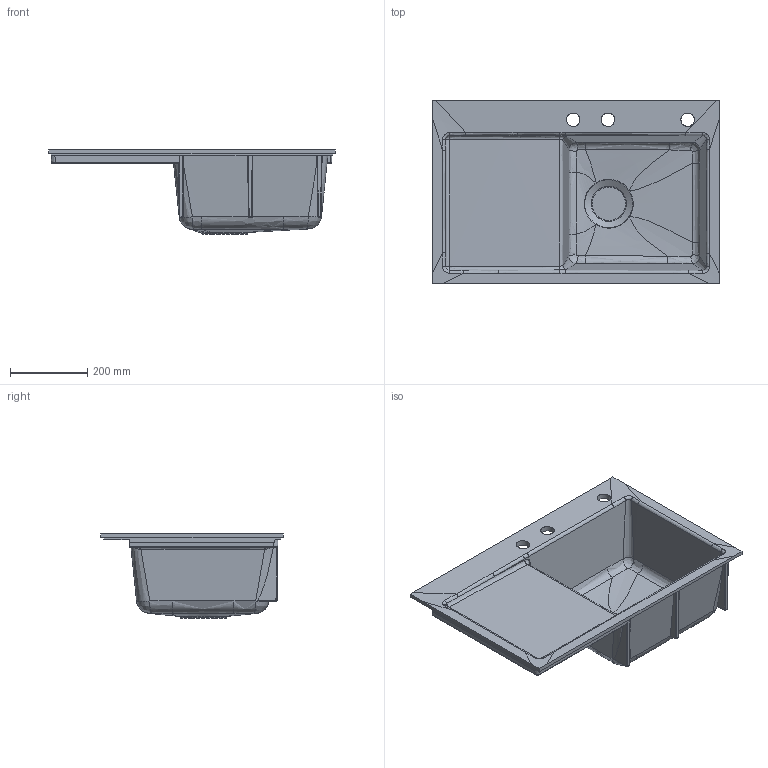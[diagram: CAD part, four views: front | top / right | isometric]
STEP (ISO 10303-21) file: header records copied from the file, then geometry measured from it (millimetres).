
FILE_DESCRIPTION(/* description */ (''),/* implementation_level */ '2;1');
FILE_NAME(/* name */ '67140F_67141F_67142F.stp',/* time_stamp */ '2022-07-12T07:42:28+02:00',/* author */ (''),/* organization */ (''),/* preprocessor_version */ 'ST-DEVELOPER v18.1',/* originating_system */ 'SIEMENS PLM Software NX 1973',/* authorisation */ '');
FILE_SCHEMA (('AUTOMOTIVE_DESIGN { 1 0 10303 214 3 1 1 1 }'));
Length unit declared in the file: millimetre
Products named in the file (1): rupp63C8EE96w7c4
Bounding box: 744.9 x 474.01 x 219.05 mm (x, y, z)
Volume: 8317540.6 mm3; surface area: 1227984.4 mm2
Topology: 1 solids, 1 shells, 232 faces, 588 edges, 345 vertices
Faces by surface type: bspline 195, plane 14, cone 10, sphere 6, torus 3, cylinder 3, extrusion 1
Full cylindrical faces by diameter (mm): 35 x3
Entity records: 16810 total; most frequent: CARTESIAN_POINT 13059, ORIENTED_EDGE 1128, EDGE_CURVE 564, B_SPLINE_CURVE_WITH_KNOTS 469, VERTEX_POINT 343, EDGE_LOOP 247, ADVANCED_FACE 232, FACE_OUTER_BOUND 221
